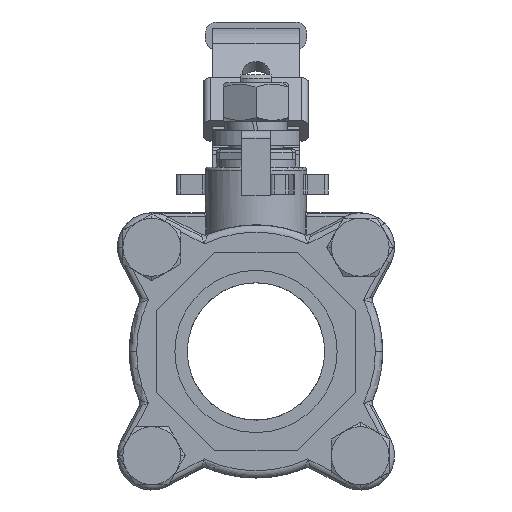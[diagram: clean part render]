
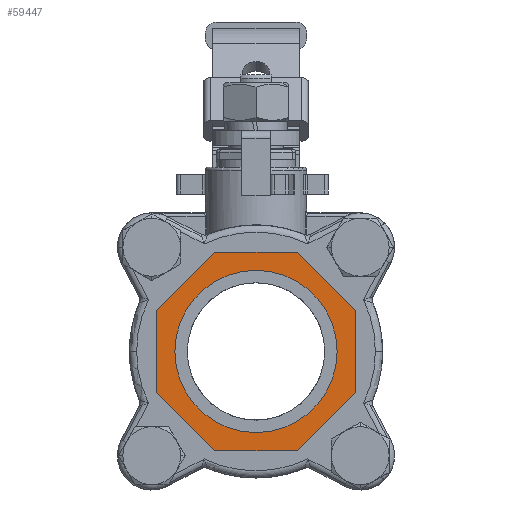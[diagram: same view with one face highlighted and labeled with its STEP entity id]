
A CAD part, left-side view. The second image highlights one B-rep face of the part: STEP entity #59447.
In plain terms, the highlighted planar face has unit normal (-1, 0, 0).
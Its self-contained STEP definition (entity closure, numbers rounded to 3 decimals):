
#45899=CARTESIAN_POINT('',(-54.5,22.423,0.));
#45900=VERTEX_POINT('',#45899);
#45909=CARTESIAN_POINT('',(-54.5,-22.423,0.));
#45910=VERTEX_POINT('',#45909);
#45911=CARTESIAN_POINT('',(-54.5,0.,0.));
#45912=DIRECTION('',(1.,-0.,-0.));
#45913=DIRECTION('',(0.,1.,0.));
#45914=AXIS2_PLACEMENT_3D('',#45911,#45912,#45913);
#45915=CIRCLE('',#45914,22.423);
#45916=EDGE_CURVE('',#45910,#45900,#45915,.T.);
#59236=CARTESIAN_POINT('',(-54.5,27.5,11.391));
#59237=VERTEX_POINT('',#59236);
#59244=CARTESIAN_POINT('',(-54.5,11.391,27.5));
#59245=VERTEX_POINT('',#59244);
#59246=CARTESIAN_POINT('',(-54.5,11.391,27.5));
#59247=DIRECTION('',(0.,0.707,-0.707));
#59248=VECTOR('',#59247,22.782);
#59249=LINE('',#59246,#59248);
#59250=EDGE_CURVE('',#59245,#59237,#59249,.T.);
#59268=CARTESIAN_POINT('',(-54.5,-11.391,27.5));
#59269=VERTEX_POINT('',#59268);
#59270=CARTESIAN_POINT('',(-54.5,-11.391,27.5));
#59271=DIRECTION('',(0.,1.,0.));
#59272=VECTOR('',#59271,22.782);
#59273=LINE('',#59270,#59272);
#59274=EDGE_CURVE('',#59269,#59245,#59273,.T.);
#59292=CARTESIAN_POINT('',(-54.5,-27.5,11.391));
#59293=VERTEX_POINT('',#59292);
#59294=CARTESIAN_POINT('',(-54.5,-27.5,11.391));
#59295=DIRECTION('',(0.,0.707,0.707));
#59296=VECTOR('',#59295,22.782);
#59297=LINE('',#59294,#59296);
#59298=EDGE_CURVE('',#59293,#59269,#59297,.T.);
#59316=CARTESIAN_POINT('',(-54.5,-27.5,-11.391));
#59317=VERTEX_POINT('',#59316);
#59318=CARTESIAN_POINT('',(-54.5,-27.5,-11.391));
#59319=DIRECTION('',(0.,-0.,1.));
#59320=VECTOR('',#59319,22.782);
#59321=LINE('',#59318,#59320);
#59322=EDGE_CURVE('',#59317,#59293,#59321,.T.);
#59340=CARTESIAN_POINT('',(-54.5,-11.391,-27.5));
#59341=VERTEX_POINT('',#59340);
#59342=CARTESIAN_POINT('',(-54.5,-11.391,-27.5));
#59343=DIRECTION('',(-0.,-0.707,0.707));
#59344=VECTOR('',#59343,22.782);
#59345=LINE('',#59342,#59344);
#59346=EDGE_CURVE('',#59341,#59317,#59345,.T.);
#59364=CARTESIAN_POINT('',(-54.5,11.391,-27.5));
#59365=VERTEX_POINT('',#59364);
#59366=CARTESIAN_POINT('',(-54.5,11.391,-27.5));
#59367=DIRECTION('',(-0.,-1.,0.));
#59368=VECTOR('',#59367,22.782);
#59369=LINE('',#59366,#59368);
#59370=EDGE_CURVE('',#59365,#59341,#59369,.T.);
#59388=CARTESIAN_POINT('',(-54.5,27.5,-11.391));
#59389=VERTEX_POINT('',#59388);
#59390=CARTESIAN_POINT('',(-54.5,27.5,-11.391));
#59391=DIRECTION('',(-0.,-0.707,-0.707));
#59392=VECTOR('',#59391,22.782);
#59393=LINE('',#59390,#59392);
#59394=EDGE_CURVE('',#59389,#59365,#59393,.T.);
#59412=CARTESIAN_POINT('',(-54.5,27.5,11.391));
#59413=DIRECTION('',(-0.,0.,-1.));
#59414=VECTOR('',#59413,22.782);
#59415=LINE('',#59412,#59414);
#59416=EDGE_CURVE('',#59237,#59389,#59415,.T.);
#59422=CARTESIAN_POINT('',(-54.5,0.,0.));
#59423=DIRECTION('',(-1.,0.,0.));
#59424=DIRECTION('',(0.,1.,0.));
#59425=AXIS2_PLACEMENT_3D('',#59422,#59423,#59424);
#59426=PLANE('',#59425);
#59427=ORIENTED_EDGE('',*,*,#59416,.T.);
#59428=ORIENTED_EDGE('',*,*,#59394,.T.);
#59429=ORIENTED_EDGE('',*,*,#59370,.T.);
#59430=ORIENTED_EDGE('',*,*,#59346,.T.);
#59431=ORIENTED_EDGE('',*,*,#59322,.T.);
#59432=ORIENTED_EDGE('',*,*,#59298,.T.);
#59433=ORIENTED_EDGE('',*,*,#59274,.T.);
#59434=ORIENTED_EDGE('',*,*,#59250,.T.);
#59435=EDGE_LOOP('',(#59427,#59428,#59429,#59430,#59431,#59432,#59433,#59434));
#59436=FACE_BOUND('',#59435,.T.);
#59437=CARTESIAN_POINT('',(-54.5,0.,0.));
#59438=DIRECTION('',(1.,-0.,-0.));
#59439=DIRECTION('',(0.,1.,0.));
#59440=AXIS2_PLACEMENT_3D('',#59437,#59438,#59439);
#59441=CIRCLE('',#59440,22.423);
#59442=EDGE_CURVE('',#45900,#45910,#59441,.T.);
#59443=ORIENTED_EDGE('',*,*,#59442,.T.);
#59444=ORIENTED_EDGE('',*,*,#45916,.T.);
#59445=EDGE_LOOP('',(#59443,#59444));
#59446=FACE_BOUND('',#59445,.T.);
#59447=ADVANCED_FACE('',(#59436,#59446),#59426,.T.);
